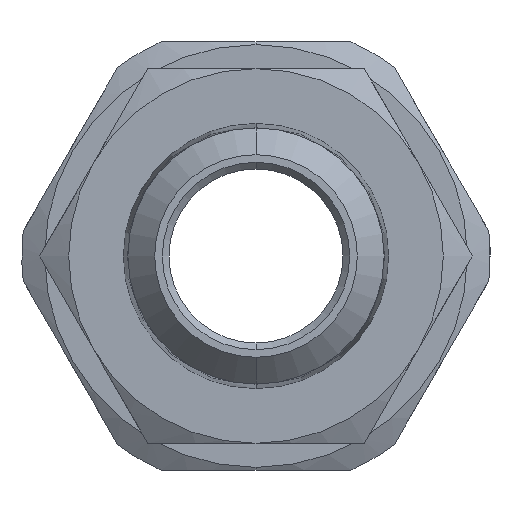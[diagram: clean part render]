
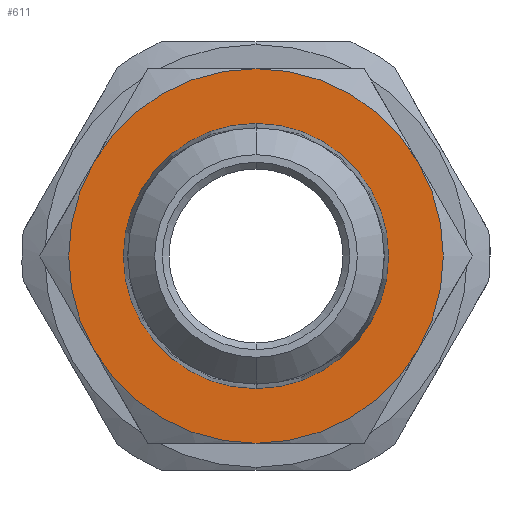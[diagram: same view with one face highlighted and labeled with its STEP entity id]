
A CAD part, front view. The second image highlights one B-rep face of the part: STEP entity #611.
In plain terms, the highlighted planar face has unit normal (0, -1, 0).
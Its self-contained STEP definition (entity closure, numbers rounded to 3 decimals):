
#65 = AXIS2_PLACEMENT_3D ( 'NONE', #1617, #1618, #1619 ) ;
#66 = CIRCLE ( 'NONE', #65, 7. ) ;
#132 = ORIENTED_EDGE ( 'NONE', *, *, #537, .T. ) ;
#167 = AXIS2_PLACEMENT_3D ( 'NONE', #1655, #1656, #1657 ) ;
#169 = CIRCLE ( 'NONE', #167, 4.954 ) ;
#281 = AXIS2_PLACEMENT_3D ( 'NONE', #2055, #2056, #2057 ) ;
#290 = CIRCLE ( 'NONE', #324, 7. ) ;
#293 = CIRCLE ( 'NONE', #281, 7. ) ;
#312 = AXIS2_PLACEMENT_3D ( 'NONE', #2061, #2062, #2063 ) ;
#319 = CIRCLE ( 'NONE', #327, 7. ) ;
#320 = AXIS2_PLACEMENT_3D ( 'NONE', #2049, #2050, #2051 ) ;
#321 = CIRCLE ( 'NONE', #320, 7. ) ;
#324 = AXIS2_PLACEMENT_3D ( 'NONE', #2058, #2059, #2060 ) ;
#325 = AXIS2_PLACEMENT_3D ( 'NONE', #2052, #2053, #2054 ) ;
#326 = CIRCLE ( 'NONE', #312, 4.954 ) ;
#327 = AXIS2_PLACEMENT_3D ( 'NONE', #2046, #2047, #2048 ) ;
#329 = CIRCLE ( 'NONE', #325, 7. ) ;
#387 = EDGE_LOOP ( 'NONE', ( #1043, #1032 ) ) ;
#510 = EDGE_CURVE ( 'NONE', #1134, #1146, #319, .T. ) ;
#511 = EDGE_CURVE ( 'NONE', #1146, #1131, #321, .T. ) ;
#512 = EDGE_CURVE ( 'NONE', #1131, #1154, #329, .T. ) ;
#513 = EDGE_CURVE ( 'NONE', #1154, #1122, #293, .T. ) ;
#514 = EDGE_CURVE ( 'NONE', #1132, #1134, #290, .T. ) ;
#515 = EDGE_CURVE ( 'NONE', #1179, #1158, #326, .T. ) ;
#537 = EDGE_CURVE ( 'NONE', #1122, #1132, #66, .T. ) ;
#552 = EDGE_CURVE ( 'NONE', #1158, #1179, #169, .T. ) ;
#611 = ADVANCED_FACE ( 'NONE', ( #1237, #1238 ), #1740, .F. ) ;
#818 = CARTESIAN_POINT ( 'NONE',  ( 6.062, 7.5, -3.5 ) ) ;
#827 = EDGE_LOOP ( 'NONE', ( #898, #897, #896, #899, #132, #1044 ) ) ;
#896 = ORIENTED_EDGE ( 'NONE', *, *, #512, .T. ) ;
#897 = ORIENTED_EDGE ( 'NONE', *, *, #511, .T. ) ;
#898 = ORIENTED_EDGE ( 'NONE', *, *, #510, .T. ) ;
#899 = ORIENTED_EDGE ( 'NONE', *, *, #513, .T. ) ;
#1032 = ORIENTED_EDGE ( 'NONE', *, *, #552, .F. ) ;
#1043 = ORIENTED_EDGE ( 'NONE', *, *, #515, .F. ) ;
#1044 = ORIENTED_EDGE ( 'NONE', *, *, #514, .T. ) ;
#1122 = VERTEX_POINT ( 'NONE', #818 ) ;
#1131 = VERTEX_POINT ( 'NONE', #1513 ) ;
#1132 = VERTEX_POINT ( 'NONE', #1514 ) ;
#1134 = VERTEX_POINT ( 'NONE', #1516 ) ;
#1146 = VERTEX_POINT ( 'NONE', #1528 ) ;
#1154 = VERTEX_POINT ( 'NONE', #1536 ) ;
#1158 = VERTEX_POINT ( 'NONE', #1540 ) ;
#1179 = VERTEX_POINT ( 'NONE', #1561 ) ;
#1237 = FACE_OUTER_BOUND ( 'NONE', #827, .T. ) ;
#1238 = FACE_BOUND ( 'NONE', #387, .T. ) ;
#1513 = CARTESIAN_POINT ( 'NONE',  ( -6.062, 7.5, -3.5 ) ) ;
#1514 = CARTESIAN_POINT ( 'NONE',  ( 6.062, 7.5, 3.5 ) ) ;
#1516 = CARTESIAN_POINT ( 'NONE',  ( 0., 7.5, 7. ) ) ;
#1528 = CARTESIAN_POINT ( 'NONE',  ( -6.062, 7.5, 3.5 ) ) ;
#1536 = CARTESIAN_POINT ( 'NONE',  ( 0., 7.5, -7. ) ) ;
#1540 = CARTESIAN_POINT ( 'NONE',  ( 0., 7.5, -4.954 ) ) ;
#1561 = CARTESIAN_POINT ( 'NONE',  ( 0., 7.5, 4.954 ) ) ;
#1617 = CARTESIAN_POINT ( 'NONE',  ( 0., 7.5, 0. ) ) ;
#1618 = DIRECTION ( 'NONE',  ( 0., -1., 0. ) ) ;
#1619 = DIRECTION ( 'NONE',  ( 0., 0., 1. ) ) ;
#1655 = CARTESIAN_POINT ( 'NONE',  ( 0., 7.5, 0. ) ) ;
#1656 = DIRECTION ( 'NONE',  ( 0., -1., 0. ) ) ;
#1657 = DIRECTION ( 'NONE',  ( 0., 0., -1. ) ) ;
#1740 = PLANE ( 'NONE',  #1875 ) ;
#1741 = CARTESIAN_POINT ( 'NONE',  ( 4.954, 7.5, 0. ) ) ;
#1742 = DIRECTION ( 'NONE',  ( 0., 1., 0. ) ) ;
#1743 = DIRECTION ( 'NONE',  ( 0., 0., 1. ) ) ;
#1875 = AXIS2_PLACEMENT_3D ( 'NONE', #1741, #1742, #1743 ) ;
#2046 = CARTESIAN_POINT ( 'NONE',  ( 0., 7.5, 0. ) ) ;
#2047 = DIRECTION ( 'NONE',  ( 0., -1., 0. ) ) ;
#2048 = DIRECTION ( 'NONE',  ( 0., 0., 1. ) ) ;
#2049 = CARTESIAN_POINT ( 'NONE',  ( 0., 7.5, 0. ) ) ;
#2050 = DIRECTION ( 'NONE',  ( 0., -1., 0. ) ) ;
#2051 = DIRECTION ( 'NONE',  ( 0., 0., 1. ) ) ;
#2052 = CARTESIAN_POINT ( 'NONE',  ( 0., 7.5, 0. ) ) ;
#2053 = DIRECTION ( 'NONE',  ( 0., -1., 0. ) ) ;
#2054 = DIRECTION ( 'NONE',  ( 0., 0., 1. ) ) ;
#2055 = CARTESIAN_POINT ( 'NONE',  ( 0., 7.5, 0. ) ) ;
#2056 = DIRECTION ( 'NONE',  ( 0., -1., 0. ) ) ;
#2057 = DIRECTION ( 'NONE',  ( 0., 0., 1. ) ) ;
#2058 = CARTESIAN_POINT ( 'NONE',  ( 0., 7.5, 0. ) ) ;
#2059 = DIRECTION ( 'NONE',  ( 0., -1., 0. ) ) ;
#2060 = DIRECTION ( 'NONE',  ( 0., 0., 1. ) ) ;
#2061 = CARTESIAN_POINT ( 'NONE',  ( 0., 7.5, 0. ) ) ;
#2062 = DIRECTION ( 'NONE',  ( 0., -1., 0. ) ) ;
#2063 = DIRECTION ( 'NONE',  ( 0., 0., -1. ) ) ;
